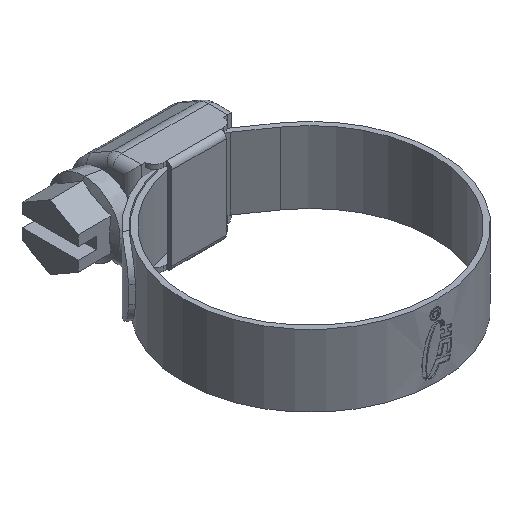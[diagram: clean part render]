
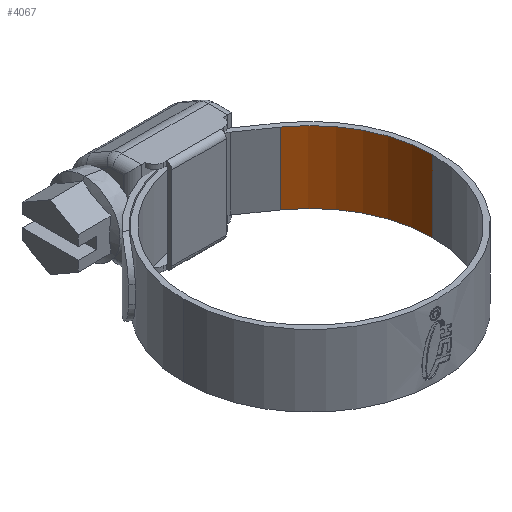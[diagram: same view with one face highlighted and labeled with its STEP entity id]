
A CAD part, isometric view. The second image highlights one B-rep face of the part: STEP entity #4067.
In plain terms, the highlighted cylindrical face has radius 13.5 mm (diameter 27 mm), a partial arc.
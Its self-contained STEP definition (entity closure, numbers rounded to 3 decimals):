
#136 = EDGE_CURVE ( 'NONE', #3498, #5547, #4248, .T. ) ;
#217 = DIRECTION ( 'NONE',  ( 0., 0., 1. ) ) ;
#449 = CYLINDRICAL_SURFACE ( 'NONE', #6185, 13.5 ) ;
#1174 = ORIENTED_EDGE ( 'NONE', *, *, #136, .F. ) ;
#1224 = ORIENTED_EDGE ( 'NONE', *, *, #3830, .T. ) ;
#1404 = CARTESIAN_POINT ( 'NONE',  ( 0., 0., 3.96 ) ) ;
#1529 = EDGE_CURVE ( 'NONE', #6787, #5547, #2230, .T. ) ;
#1719 = DIRECTION ( 'NONE',  ( 0., 0., -1. ) ) ;
#2230 = LINE ( 'NONE', #2836, #2409 ) ;
#2395 = AXIS2_PLACEMENT_3D ( 'NONE', #6273, #217, #5183 ) ;
#2409 = VECTOR ( 'NONE', #1719, 1000. ) ;
#2559 = DIRECTION ( 'NONE',  ( 0., 0., 1. ) ) ;
#2653 = ORIENTED_EDGE ( 'NONE', *, *, #2831, .F. ) ;
#2831 = EDGE_CURVE ( 'NONE', #6134, #3498, #6129, .T. ) ;
#2836 = CARTESIAN_POINT ( 'NONE',  ( 7.743, 11.059, 3.96 ) ) ;
#3498 = VERTEX_POINT ( 'NONE', #6707 ) ;
#3610 = ORIENTED_EDGE ( 'NONE', *, *, #1529, .T. ) ;
#3829 = CARTESIAN_POINT ( 'NONE',  ( 13.5, 0., 3.96 ) ) ;
#3830 = EDGE_CURVE ( 'NONE', #6134, #6787, #7111, .T. ) ;
#4067 = ADVANCED_FACE ( 'NONE', ( #5924 ), #449, .F. ) ;
#4248 = CIRCLE ( 'NONE', #2395, 13.5 ) ;
#4293 = CARTESIAN_POINT ( 'NONE',  ( 0., 0., 3.96 ) ) ;
#4773 = DIRECTION ( 'NONE',  ( 1., 0., 0. ) ) ;
#4982 = CARTESIAN_POINT ( 'NONE',  ( 7.743, 11.059, -3.96 ) ) ;
#5064 = CARTESIAN_POINT ( 'NONE',  ( 7.743, 11.059, 3.96 ) ) ;
#5086 = EDGE_LOOP ( 'NONE', ( #2653, #1224, #3610, #1174 ) ) ;
#5143 = DIRECTION ( 'NONE',  ( 0., 0., -1. ) ) ;
#5183 = DIRECTION ( 'NONE',  ( 1., 0., 0. ) ) ;
#5345 = DIRECTION ( 'NONE',  ( -1., 0., 0. ) ) ;
#5547 = VERTEX_POINT ( 'NONE', #4982 ) ;
#5924 = FACE_OUTER_BOUND ( 'NONE', #5086, .T. ) ;
#6129 = LINE ( 'NONE', #6162, #6427 ) ;
#6134 = VERTEX_POINT ( 'NONE', #3829 ) ;
#6162 = CARTESIAN_POINT ( 'NONE',  ( 13.5, 0., 3.96 ) ) ;
#6185 = AXIS2_PLACEMENT_3D ( 'NONE', #4293, #6430, #5345 ) ;
#6273 = CARTESIAN_POINT ( 'NONE',  ( 0., 0., -3.96 ) ) ;
#6427 = VECTOR ( 'NONE', #5143, 1000. ) ;
#6430 = DIRECTION ( 'NONE',  ( 0., 0., -1. ) ) ;
#6707 = CARTESIAN_POINT ( 'NONE',  ( 13.5, 0., -3.96 ) ) ;
#6787 = VERTEX_POINT ( 'NONE', #5064 ) ;
#6884 = AXIS2_PLACEMENT_3D ( 'NONE', #1404, #2559, #4773 ) ;
#7111 = CIRCLE ( 'NONE', #6884, 13.5 ) ;
